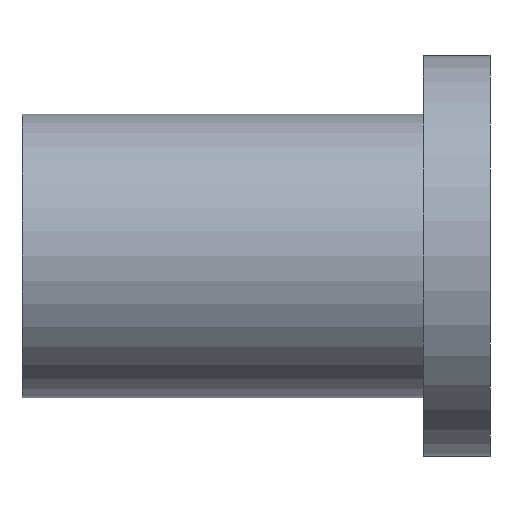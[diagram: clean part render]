
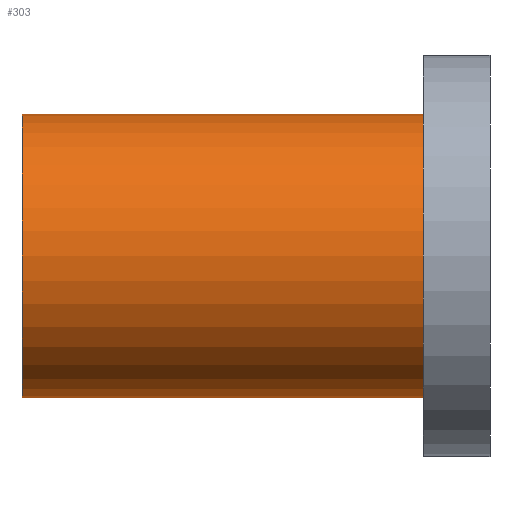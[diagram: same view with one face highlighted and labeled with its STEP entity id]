
A CAD part, front view. The second image highlights one B-rep face of the part: STEP entity #303.
In plain terms, the highlighted cylindrical face has radius 6.731 mm (diameter 13.462 mm), a partial arc.
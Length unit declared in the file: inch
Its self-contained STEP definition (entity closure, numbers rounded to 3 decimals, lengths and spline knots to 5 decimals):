
#8 = VERTEX_POINT ( 'NONE', #271 ) ;
#10 = CARTESIAN_POINT ( 'NONE',  ( 0.75, 0., 0.265 ) ) ;
#12 = VERTEX_POINT ( 'NONE', #96 ) ;
#13 = VECTOR ( 'NONE', #336, 39.37008 ) ;
#42 = CARTESIAN_POINT ( 'NONE',  ( 0.75, 0., 0. ) ) ;
#58 = ORIENTED_EDGE ( 'NONE', *, *, #214, .F. ) ;
#63 = AXIS2_PLACEMENT_3D ( 'NONE', #232, #83, #77 ) ;
#69 = CIRCLE ( 'NONE', #113, 0.265 ) ;
#77 = DIRECTION ( 'NONE',  ( 0., 0., 1. ) ) ;
#82 = ORIENTED_EDGE ( 'NONE', *, *, #239, .T. ) ;
#83 = DIRECTION ( 'NONE',  ( -1., 0., 0. ) ) ;
#96 = CARTESIAN_POINT ( 'NONE',  ( 0.75, 0., -0.265 ) ) ;
#110 = EDGE_LOOP ( 'NONE', ( #58, #82, #400, #213 ) ) ;
#113 = AXIS2_PLACEMENT_3D ( 'NONE', #42, #206, #394 ) ;
#115 = DIRECTION ( 'NONE',  ( -1., 0., 0. ) ) ;
#124 = CARTESIAN_POINT ( 'NONE',  ( 0., 0., 0. ) ) ;
#126 = VERTEX_POINT ( 'NONE', #10 ) ;
#137 = EDGE_CURVE ( 'NONE', #8, #179, #310, .T. ) ;
#170 = CARTESIAN_POINT ( 'NONE',  ( 0., 0., 0.265 ) ) ;
#179 = VERTEX_POINT ( 'NONE', #365 ) ;
#206 = DIRECTION ( 'NONE',  ( -1., 0., 0. ) ) ;
#213 = ORIENTED_EDGE ( 'NONE', *, *, #137, .F. ) ;
#214 = EDGE_CURVE ( 'NONE', #12, #8, #301, .T. ) ;
#217 = CYLINDRICAL_SURFACE ( 'NONE', #283, 0.265 ) ;
#230 = VECTOR ( 'NONE', #115, 39.37008 ) ;
#232 = CARTESIAN_POINT ( 'NONE',  ( 0., 0., 0. ) ) ;
#239 = EDGE_CURVE ( 'NONE', #12, #126, #69, .T. ) ;
#254 = EDGE_CURVE ( 'NONE', #126, #179, #338, .T. ) ;
#263 = CARTESIAN_POINT ( 'NONE',  ( 0., 0., -0.265 ) ) ;
#271 = CARTESIAN_POINT ( 'NONE',  ( 0., 0., -0.265 ) ) ;
#283 = AXIS2_PLACEMENT_3D ( 'NONE', #124, #403, #347 ) ;
#301 = LINE ( 'NONE', #263, #13 ) ;
#303 = ADVANCED_FACE ( 'NONE', ( #382 ), #217, .T. ) ;
#310 = CIRCLE ( 'NONE', #63, 0.265 ) ;
#336 = DIRECTION ( 'NONE',  ( -1., 0., 0. ) ) ;
#338 = LINE ( 'NONE', #170, #230 ) ;
#347 = DIRECTION ( 'NONE',  ( 0., 0., 1. ) ) ;
#365 = CARTESIAN_POINT ( 'NONE',  ( 0., 0., 0.265 ) ) ;
#382 = FACE_OUTER_BOUND ( 'NONE', #110, .T. ) ;
#394 = DIRECTION ( 'NONE',  ( 0., 0., 1. ) ) ;
#400 = ORIENTED_EDGE ( 'NONE', *, *, #254, .T. ) ;
#403 = DIRECTION ( 'NONE',  ( -1., 0., 0. ) ) ;
